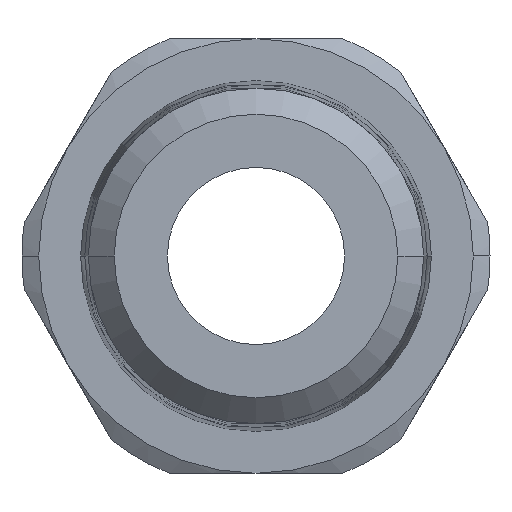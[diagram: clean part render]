
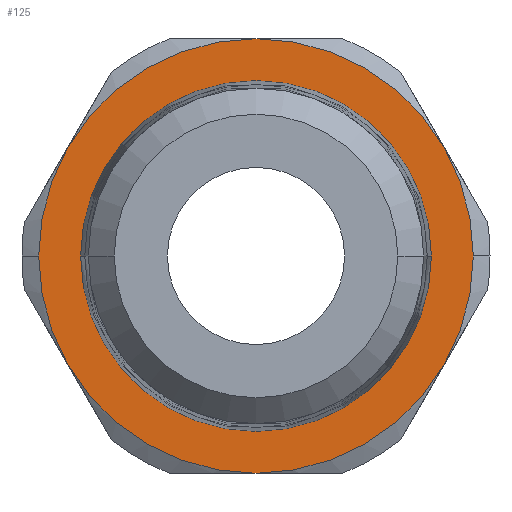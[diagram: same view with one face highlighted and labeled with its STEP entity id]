
A CAD part, front view. The second image highlights one B-rep face of the part: STEP entity #125.
In plain terms, the highlighted planar face has unit normal (0, -1, 0).
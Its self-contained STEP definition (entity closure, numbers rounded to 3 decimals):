
#125=ADVANCED_FACE('',(#301,#302),#303,.T.);
#301=FACE_BOUND('',#492,.T.);
#302=FACE_OUTER_BOUND('',#493,.T.);
#303=PLANE('',#494);
#492=EDGE_LOOP('',(#1125,#1126));
#493=EDGE_LOOP('',(#1127,#1128,#1129,#1130,#1131,#1132,#1133,#1134));
#494=AXIS2_PLACEMENT_3D('',#1135,#1136,#1137);
#1125=ORIENTED_EDGE('',*,*,#1261,.T.);
#1126=ORIENTED_EDGE('',*,*,#1398,.T.);
#1127=ORIENTED_EDGE('',*,*,#1411,.F.);
#1128=ORIENTED_EDGE('',*,*,#1410,.F.);
#1129=ORIENTED_EDGE('',*,*,#1409,.F.);
#1130=ORIENTED_EDGE('',*,*,#1408,.F.);
#1131=ORIENTED_EDGE('',*,*,#1257,.F.);
#1132=ORIENTED_EDGE('',*,*,#1407,.F.);
#1133=ORIENTED_EDGE('',*,*,#1415,.F.);
#1134=ORIENTED_EDGE('',*,*,#1251,.F.);
#1135=CARTESIAN_POINT('',(3.25,-18.0,0.0));
#1136=DIRECTION('',(0.0,-1.0,0.0));
#1137=DIRECTION('',(-1.0,0.0,0.0));
#1251=EDGE_CURVE('',#1491,#1494,#1495,.T.);
#1257=EDGE_CURVE('',#1504,#1500,#1506,.T.);
#1261=EDGE_CURVE('',#1508,#1512,#1514,.T.);
#1398=EDGE_CURVE('',#1512,#1508,#1736,.T.);
#1407=EDGE_CURVE('',#1745,#1504,#1747,.T.);
#1408=EDGE_CURVE('',#1500,#1709,#1748,.T.);
#1409=EDGE_CURVE('',#1709,#1693,#1749,.T.);
#1410=EDGE_CURVE('',#1693,#1677,#1750,.T.);
#1411=EDGE_CURVE('',#1677,#1491,#1751,.T.);
#1415=EDGE_CURVE('',#1494,#1745,#1755,.T.);
#1491=VERTEX_POINT('',#1871);
#1494=VERTEX_POINT('',#1875);
#1495=CIRCLE('',#1876,6.5);
#1500=VERTEX_POINT('',#1892);
#1504=VERTEX_POINT('',#1897);
#1506=CIRCLE('',#1910,6.5);
#1508=VERTEX_POINT('',#1912);
#1512=VERTEX_POINT('',#1917);
#1514=CIRCLE('',#1920,5.246);
#1677=VERTEX_POINT('',#2372);
#1693=VERTEX_POINT('',#2436);
#1709=VERTEX_POINT('',#2500);
#1736=CIRCLE('',#2575,5.246);
#1745=VERTEX_POINT('',#2584);
#1747=CIRCLE('',#2597,6.5);
#1748=CIRCLE('',#2598,6.5);
#1749=CIRCLE('',#2599,6.5);
#1750=CIRCLE('',#2600,6.5);
#1751=CIRCLE('',#2601,6.5);
#1755=CIRCLE('',#2638,6.5);
#1871=CARTESIAN_POINT('',(6.5,-18.0,0.));
#1875=CARTESIAN_POINT('',(5.629,-18.0,-3.25));
#1876=AXIS2_PLACEMENT_3D('',#2713,#2714,#2715);
#1892=CARTESIAN_POINT('',(-6.5,-18.0,0.));
#1897=CARTESIAN_POINT('',(-5.629,-18.0,-3.25));
#1910=AXIS2_PLACEMENT_3D('',#2723,#2724,#2725);
#1912=CARTESIAN_POINT('',(5.246,-18.0,0.0));
#1917=CARTESIAN_POINT('',(-5.246,-18.0,0.));
#1920=AXIS2_PLACEMENT_3D('',#2731,#2732,#2733);
#2372=CARTESIAN_POINT('',(5.629,-18.0,3.25));
#2436=CARTESIAN_POINT('',(0.,-18.0,6.5));
#2500=CARTESIAN_POINT('',(-5.629,-18.0,3.25));
#2575=AXIS2_PLACEMENT_3D('',#2940,#2941,#2942);
#2584=CARTESIAN_POINT('',(0.0,-18.0,-6.5));
#2597=AXIS2_PLACEMENT_3D('',#2964,#2965,#2966);
#2598=AXIS2_PLACEMENT_3D('',#2967,#2968,#2969);
#2599=AXIS2_PLACEMENT_3D('',#2970,#2971,#2972);
#2600=AXIS2_PLACEMENT_3D('',#2973,#2974,#2975);
#2601=AXIS2_PLACEMENT_3D('',#2976,#2977,#2978);
#2638=AXIS2_PLACEMENT_3D('',#2979,#2980,#2981);
#2713=CARTESIAN_POINT('',(0.0,-18.0,0.0));
#2714=DIRECTION('',(-0.0,1.0,0.0));
#2715=DIRECTION('',(1.0,0.0,0.0));
#2723=CARTESIAN_POINT('',(0.0,-18.0,0.0));
#2724=DIRECTION('',(-0.0,1.0,0.0));
#2725=DIRECTION('',(1.0,0.0,0.0));
#2731=CARTESIAN_POINT('',(0.0,-18.0,0.0));
#2732=DIRECTION('',(-0.0,1.0,0.0));
#2733=DIRECTION('',(1.0,0.0,0.0));
#2940=CARTESIAN_POINT('',(0.0,-18.0,0.0));
#2941=DIRECTION('',(-0.0,1.0,0.0));
#2942=DIRECTION('',(1.0,0.0,0.0));
#2964=CARTESIAN_POINT('',(0.0,-18.0,0.0));
#2965=DIRECTION('',(-0.0,1.0,0.0));
#2966=DIRECTION('',(1.0,0.0,0.0));
#2967=CARTESIAN_POINT('',(0.0,-18.0,0.0));
#2968=DIRECTION('',(-0.0,1.0,0.0));
#2969=DIRECTION('',(1.0,0.0,0.0));
#2970=CARTESIAN_POINT('',(0.0,-18.0,0.0));
#2971=DIRECTION('',(-0.0,1.0,0.0));
#2972=DIRECTION('',(1.0,0.0,0.0));
#2973=CARTESIAN_POINT('',(0.0,-18.0,0.0));
#2974=DIRECTION('',(-0.0,1.0,0.0));
#2975=DIRECTION('',(1.0,0.0,0.0));
#2976=CARTESIAN_POINT('',(0.0,-18.0,0.0));
#2977=DIRECTION('',(-0.0,1.0,0.0));
#2978=DIRECTION('',(1.0,0.0,0.0));
#2979=CARTESIAN_POINT('',(0.0,-18.0,0.0));
#2980=DIRECTION('',(-0.0,1.0,0.0));
#2981=DIRECTION('',(1.0,0.0,0.0));
